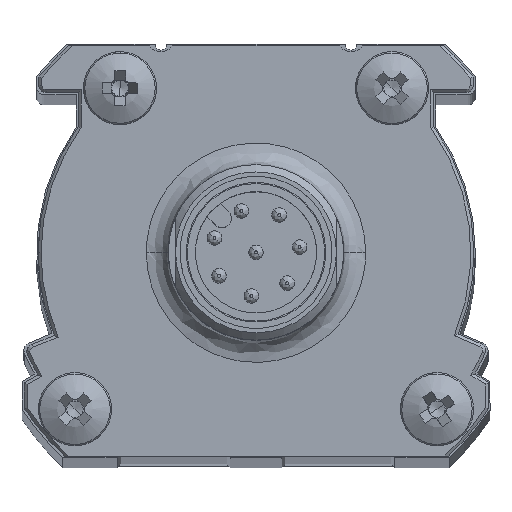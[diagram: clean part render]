
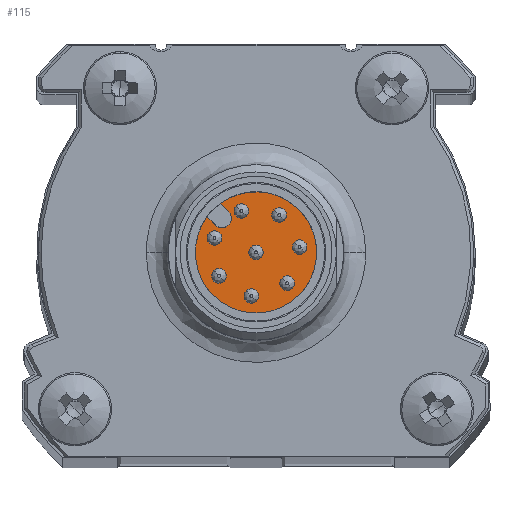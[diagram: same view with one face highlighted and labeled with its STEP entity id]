
A CAD part, top view. The second image highlights one B-rep face of the part: STEP entity #115.
In plain terms, the highlighted planar face has unit normal (0, 0, 1).
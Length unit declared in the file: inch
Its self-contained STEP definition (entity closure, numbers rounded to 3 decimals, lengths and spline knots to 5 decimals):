
#115 = ADVANCED_FACE ( 'NONE', ( #12212 ), #12487, .F. ) ;
#191 = CARTESIAN_POINT ( 'NONE',  ( 0.11553, -0.11553, 14.00519 ) ) ;
#510 = EDGE_LOOP ( 'NONE', ( #13287, #11891, #4376, #4280, #15318 ) ) ;
#523 = DIRECTION ( 'NONE',  ( 0., 0., 1. ) ) ;
#1941 = CARTESIAN_POINT ( 'NONE',  ( 0., 0., 14.00519 ) ) ;
#1965 = AXIS2_PLACEMENT_3D ( 'NONE', #2301, #17937, #6881 ) ;
#2301 = CARTESIAN_POINT ( 'NONE',  ( 0., 0., 14.00519 ) ) ;
#2339 = CARTESIAN_POINT ( 'NONE',  ( -0.09187, 0.09187, 14.00519 ) ) ;
#2599 = CARTESIAN_POINT ( 'NONE',  ( -0.07377, 0.10996, 14.00519 ) ) ;
#2916 = CIRCLE ( 'NONE', #3803, 0.16339 ) ;
#3385 = VERTEX_POINT ( 'NONE', #2599 ) ;
#3803 = AXIS2_PLACEMENT_3D ( 'NONE', #1941, #523, #4848 ) ;
#4103 = LINE ( 'NONE', #18360, #4863 ) ;
#4169 = CARTESIAN_POINT ( 'NONE',  ( 0., 0., 14.00519 ) ) ;
#4280 = ORIENTED_EDGE ( 'NONE', *, *, #9574, .T. ) ;
#4304 = VERTEX_POINT ( 'NONE', #13716 ) ;
#4376 = ORIENTED_EDGE ( 'NONE', *, *, #11762, .T. ) ;
#4383 = DIRECTION ( 'NONE',  ( -0.707, 0.707, 0. ) ) ;
#4848 = DIRECTION ( 'NONE',  ( 0.707, -0.707, 0. ) ) ;
#4863 = VECTOR ( 'NONE', #4383, 39.37008 ) ;
#4908 = VERTEX_POINT ( 'NONE', #191 ) ;
#6216 = EDGE_CURVE ( 'NONE', #10345, #3385, #7291, .T. ) ;
#6231 = CARTESIAN_POINT ( 'NONE',  ( -0.0181, -0.0181, 14.00519 ) ) ;
#6327 = LINE ( 'NONE', #6231, #14828 ) ;
#6468 = CARTESIAN_POINT ( 'NONE',  ( -0.09601, 0.1322, 14.00519 ) ) ;
#6881 = DIRECTION ( 'NONE',  ( -0.707, 0.707, 0. ) ) ;
#7291 = CIRCLE ( 'NONE', #16563, 0.02559 ) ;
#7722 = DIRECTION ( 'NONE',  ( 0.707, -0.707, 0. ) ) ;
#8045 = DIRECTION ( 'NONE',  ( 0., 0., 1. ) ) ;
#8232 = DIRECTION ( 'NONE',  ( -0.707, 0.707, 0. ) ) ;
#8671 = EDGE_CURVE ( 'NONE', #4304, #10345, #6327, .T. ) ;
#8813 = CARTESIAN_POINT ( 'NONE',  ( -0.10996, 0.07377, 14.00519 ) ) ;
#9574 = EDGE_CURVE ( 'NONE', #4908, #13918, #2916, .T. ) ;
#10345 = VERTEX_POINT ( 'NONE', #8813 ) ;
#11375 = DIRECTION ( 'NONE',  ( 0.707, -0.707, 0. ) ) ;
#11762 = EDGE_CURVE ( 'NONE', #4304, #4908, #14922, .T. ) ;
#11891 = ORIENTED_EDGE ( 'NONE', *, *, #8671, .F. ) ;
#12212 = FACE_OUTER_BOUND ( 'NONE', #510, .T. ) ;
#12487 = PLANE ( 'NONE',  #1965 ) ;
#12788 = DIRECTION ( 'NONE',  ( 0., 0., 1. ) ) ;
#13287 = ORIENTED_EDGE ( 'NONE', *, *, #6216, .F. ) ;
#13716 = CARTESIAN_POINT ( 'NONE',  ( -0.1322, 0.09601, 14.00519 ) ) ;
#13918 = VERTEX_POINT ( 'NONE', #6468 ) ;
#14828 = VECTOR ( 'NONE', #7722, 39.37008 ) ;
#14922 = CIRCLE ( 'NONE', #16702, 0.16339 ) ;
#15318 = ORIENTED_EDGE ( 'NONE', *, *, #16869, .F. ) ;
#16563 = AXIS2_PLACEMENT_3D ( 'NONE', #2339, #8045, #8232 ) ;
#16702 = AXIS2_PLACEMENT_3D ( 'NONE', #4169, #12788, #11375 ) ;
#16869 = EDGE_CURVE ( 'NONE', #3385, #13918, #4103, .T. ) ;
#17937 = DIRECTION ( 'NONE',  ( 0., 0., -1. ) ) ;
#18360 = CARTESIAN_POINT ( 'NONE',  ( 0.0181, 0.0181, 14.00519 ) ) ;
